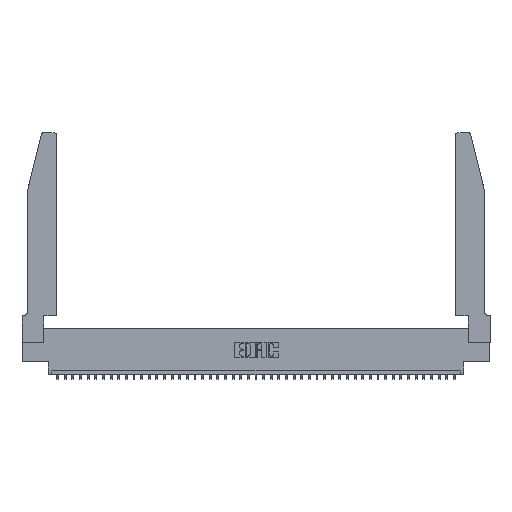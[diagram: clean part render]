
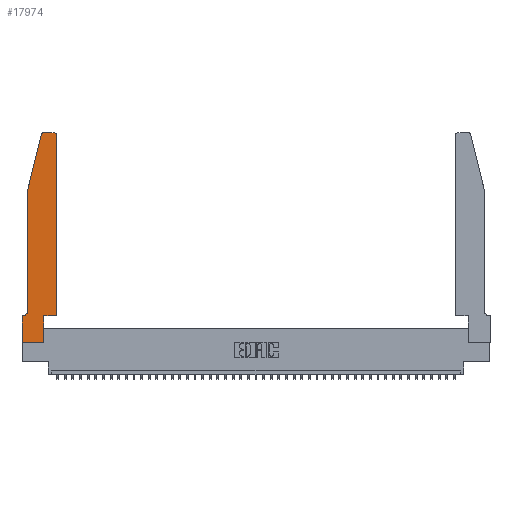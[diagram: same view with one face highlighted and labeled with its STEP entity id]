
A CAD part, top view. The second image highlights one B-rep face of the part: STEP entity #17974.
In plain terms, the highlighted planar face has unit normal (0, 0, 1).
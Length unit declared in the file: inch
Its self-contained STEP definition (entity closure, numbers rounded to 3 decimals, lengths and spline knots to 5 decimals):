
#391 = VERTEX_POINT ( 'NONE', #34336 ) ;
#485 = DIRECTION ( 'NONE',  ( 1., 0., 0. ) ) ;
#1450 = VERTEX_POINT ( 'NONE', #41851 ) ;
#2340 = CARTESIAN_POINT ( 'NONE',  ( 0., 0., 0.37 ) ) ;
#2433 = CARTESIAN_POINT ( 'NONE',  ( 0.284, 2.72, 0.37 ) ) ;
#3602 = VERTEX_POINT ( 'NONE', #22581 ) ;
#3623 = DIRECTION ( 'NONE',  ( 0., 0., 1. ) ) ;
#4575 = DIRECTION ( 'NONE',  ( -1., 0., 0. ) ) ;
#4695 = DIRECTION ( 'NONE',  ( -1., 0., 0. ) ) ;
#4945 = CARTESIAN_POINT ( 'NONE',  ( 0., 0., 0.37 ) ) ;
#5395 = CARTESIAN_POINT ( 'NONE',  ( 0.284, 2.75, 0.37 ) ) ;
#5931 = DIRECTION ( 'NONE',  ( 1., 0., 0. ) ) ;
#6072 = CARTESIAN_POINT ( 'NONE',  ( 0.0755, 2., 0.37 ) ) ;
#6085 = ORIENTED_EDGE ( 'NONE', *, *, #27407, .T. ) ;
#6235 = AXIS2_PLACEMENT_3D ( 'NONE', #2433, #26042, #5931 ) ;
#6371 = DIRECTION ( 'NONE',  ( 0., -1., 0. ) ) ;
#6785 = LINE ( 'NONE', #42777, #18871 ) ;
#7602 = AXIS2_PLACEMENT_3D ( 'NONE', #32460, #12355, #15432 ) ;
#8426 = DIRECTION ( 'NONE',  ( -0.239, -0.971, 0. ) ) ;
#8459 = VERTEX_POINT ( 'NONE', #5395 ) ;
#9567 = DIRECTION ( 'NONE',  ( 1., 0., 0. ) ) ;
#10329 = ORIENTED_EDGE ( 'NONE', *, *, #28357, .T. ) ;
#11611 = EDGE_CURVE ( 'NONE', #18088, #8459, #28219, .T. ) ;
#11888 = ORIENTED_EDGE ( 'NONE', *, *, #32787, .T. ) ;
#12355 = DIRECTION ( 'NONE',  ( 0., 0., 1. ) ) ;
#12549 = EDGE_LOOP ( 'NONE', ( #37649, #40340, #34028, #14475, #40222, #21180, #19099, #6085, #10329, #29523, #11888, #34113 ) ) ;
#12783 = CARTESIAN_POINT ( 'NONE',  ( 0.4505, 0.35, 0.37 ) ) ;
#12813 = CIRCLE ( 'NONE', #29830, 0.07 ) ;
#13322 = DIRECTION ( 'NONE',  ( -1., 0., 0. ) ) ;
#13799 = VECTOR ( 'NONE', #26127, 39.37008 ) ;
#14164 = VERTEX_POINT ( 'NONE', #32577 ) ;
#14475 = ORIENTED_EDGE ( 'NONE', *, *, #22720, .T. ) ;
#14941 = DIRECTION ( 'NONE',  ( 1., 0., 0. ) ) ;
#15007 = DIRECTION ( 'NONE',  ( 0., 0., -1. ) ) ;
#15432 = DIRECTION ( 'NONE',  ( 1., 0., 0. ) ) ;
#16034 = PLANE ( 'NONE',  #7602 ) ;
#16299 = FACE_OUTER_BOUND ( 'NONE', #12549, .T. ) ;
#17328 = VERTEX_POINT ( 'NONE', #17988 ) ;
#17419 = CARTESIAN_POINT ( 'NONE',  ( 0.4505, 0.35, 0.37 ) ) ;
#17453 = EDGE_CURVE ( 'NONE', #1450, #17328, #40319, .T. ) ;
#17778 = VERTEX_POINT ( 'NONE', #25015 ) ;
#17974 = ADVANCED_FACE ( 'NONE', ( #16299 ), #16034, .T. ) ;
#17988 = CARTESIAN_POINT ( 'NONE',  ( 0.0755, 2., 0.37 ) ) ;
#18088 = VERTEX_POINT ( 'NONE', #24459 ) ;
#18768 = EDGE_CURVE ( 'NONE', #27413, #391, #37131, .T. ) ;
#18871 = VECTOR ( 'NONE', #9567, 39.37008 ) ;
#19099 = ORIENTED_EDGE ( 'NONE', *, *, #36723, .T. ) ;
#20012 = CIRCLE ( 'NONE', #6235, 0.03 ) ;
#21113 = AXIS2_PLACEMENT_3D ( 'NONE', #23569, #3623, #485 ) ;
#21180 = ORIENTED_EDGE ( 'NONE', *, *, #18768, .T. ) ;
#21837 = CARTESIAN_POINT ( 'NONE',  ( 0.0055, 0.35, 0.37 ) ) ;
#22287 = LINE ( 'NONE', #6072, #34310 ) ;
#22581 = CARTESIAN_POINT ( 'NONE',  ( 0.0755, 0.42, 0.37 ) ) ;
#22720 = EDGE_CURVE ( 'NONE', #17328, #3602, #22287, .T. ) ;
#22991 = CARTESIAN_POINT ( 'NONE',  ( 0.2605, 2.75, 0.37 ) ) ;
#23092 = LINE ( 'NONE', #33916, #42944 ) ;
#23569 = CARTESIAN_POINT ( 'NONE',  ( 0.4205, 2.72, 0.37 ) ) ;
#24459 = CARTESIAN_POINT ( 'NONE',  ( 0.4205, 2.75, 0.37 ) ) ;
#24644 = LINE ( 'NONE', #2340, #40323 ) ;
#24705 = LINE ( 'NONE', #4945, #34649 ) ;
#25015 = CARTESIAN_POINT ( 'NONE',  ( 0.2865, 0., 0.37 ) ) ;
#25455 = CARTESIAN_POINT ( 'NONE',  ( 0.0755, 0.35, 0.37 ) ) ;
#25883 = LINE ( 'NONE', #12783, #13799 ) ;
#26042 = DIRECTION ( 'NONE',  ( 0., 0., 1. ) ) ;
#26127 = DIRECTION ( 'NONE',  ( 0., 1., 0. ) ) ;
#27407 = EDGE_CURVE ( 'NONE', #37712, #17778, #24705, .T. ) ;
#27413 = VERTEX_POINT ( 'NONE', #21837 ) ;
#28049 = CARTESIAN_POINT ( 'NONE',  ( 0.0055, 0.42, 0.37 ) ) ;
#28219 = LINE ( 'NONE', #22991, #33962 ) ;
#28357 = EDGE_CURVE ( 'NONE', #17778, #14164, #23092, .T. ) ;
#29523 = ORIENTED_EDGE ( 'NONE', *, *, #36257, .T. ) ;
#29830 = AXIS2_PLACEMENT_3D ( 'NONE', #28049, #15007, #4575 ) ;
#31267 = VERTEX_POINT ( 'NONE', #17419 ) ;
#31552 = CIRCLE ( 'NONE', #21113, 0.03 ) ;
#32460 = CARTESIAN_POINT ( 'NONE',  ( 0., 0.35, 0.37 ) ) ;
#32577 = CARTESIAN_POINT ( 'NONE',  ( 0.2865, 0.35, 0.37 ) ) ;
#32787 = EDGE_CURVE ( 'NONE', #31267, #39731, #25883, .T. ) ;
#33916 = CARTESIAN_POINT ( 'NONE',  ( 0.2865, 0.35, 0.37 ) ) ;
#33962 = VECTOR ( 'NONE', #13322, 39.37008 ) ;
#34028 = ORIENTED_EDGE ( 'NONE', *, *, #17453, .T. ) ;
#34113 = ORIENTED_EDGE ( 'NONE', *, *, #35230, .T. ) ;
#34213 = EDGE_CURVE ( 'NONE', #3602, #27413, #12813, .T. ) ;
#34310 = VECTOR ( 'NONE', #6371, 39.37008 ) ;
#34336 = CARTESIAN_POINT ( 'NONE',  ( 0., 0.35, 0.37 ) ) ;
#34649 = VECTOR ( 'NONE', #14941, 39.37008 ) ;
#35230 = EDGE_CURVE ( 'NONE', #39731, #18088, #31552, .T. ) ;
#35296 = DIRECTION ( 'NONE',  ( 0., -1., 0. ) ) ;
#35661 = VECTOR ( 'NONE', #8426, 39.37008 ) ;
#35705 = EDGE_CURVE ( 'NONE', #8459, #1450, #20012, .T. ) ;
#36257 = EDGE_CURVE ( 'NONE', #14164, #31267, #6785, .T. ) ;
#36723 = EDGE_CURVE ( 'NONE', #391, #37712, #24644, .T. ) ;
#37131 = LINE ( 'NONE', #25455, #39728 ) ;
#37273 = DIRECTION ( 'NONE',  ( 0., 1., 0. ) ) ;
#37649 = ORIENTED_EDGE ( 'NONE', *, *, #11611, .T. ) ;
#37712 = VERTEX_POINT ( 'NONE', #39554 ) ;
#39554 = CARTESIAN_POINT ( 'NONE',  ( 0., 0., 0.37 ) ) ;
#39728 = VECTOR ( 'NONE', #4695, 39.37008 ) ;
#39731 = VERTEX_POINT ( 'NONE', #40264 ) ;
#40222 = ORIENTED_EDGE ( 'NONE', *, *, #34213, .T. ) ;
#40264 = CARTESIAN_POINT ( 'NONE',  ( 0.4505, 2.72, 0.37 ) ) ;
#40319 = LINE ( 'NONE', #42080, #35661 ) ;
#40323 = VECTOR ( 'NONE', #35296, 39.37008 ) ;
#40340 = ORIENTED_EDGE ( 'NONE', *, *, #35705, .T. ) ;
#41851 = CARTESIAN_POINT ( 'NONE',  ( 0.25487, 2.72718, 0.37 ) ) ;
#42080 = CARTESIAN_POINT ( 'NONE',  ( 0.0755, 2., 0.37 ) ) ;
#42777 = CARTESIAN_POINT ( 'NONE',  ( 0.4505, 0.35, 0.37 ) ) ;
#42944 = VECTOR ( 'NONE', #37273, 39.37008 ) ;
